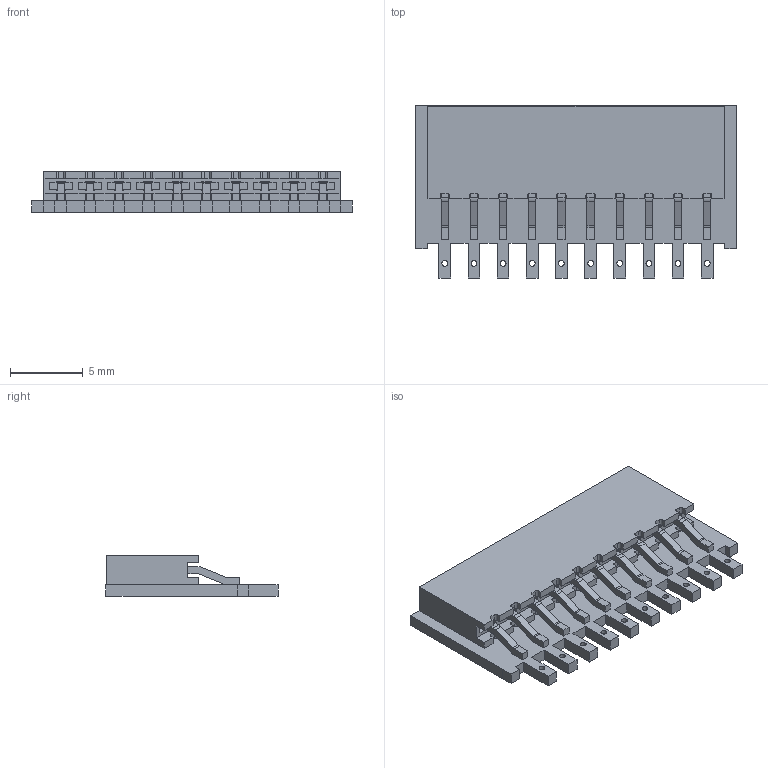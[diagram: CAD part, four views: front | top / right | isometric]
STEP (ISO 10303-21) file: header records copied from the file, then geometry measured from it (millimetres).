
FILE_DESCRIPTION(('KiCad electronic assembly'),'2;1');
FILE_NAME('buddy_shield_reacher.step','2021-01-20T14:08:11',('An Author' ),('A Company'),'Open CASCADE STEP processor 6.9', 'KiCad to STEP converter','Unknown');
FILE_SCHEMA(('AUTOMOTIVE_DESIGN { 1 0 10303 214 1 1 1 1 }'));
Length unit declared in the file: millimetre
Products named in the file (4): Open CASCADE STEP translator 6.9 1; m22-6541042_asm; COMPOUND
Assembly tree (3 placements, depth 3):
  Open CASCADE STEP translator 6.9 1
    m22-6541042_asm
      COMPOUND
    COMPOUND
Bounding box: 22 x 11.8 x 2.8 mm (x, y, z)
Volume: 403.1 mm3; surface area: 1427.9 mm2
Topology: 12 solids, 12 shells, 782 faces, 2204 edges, 1456 vertices
Faces by surface type: plane 642, cylinder 140
Full cylindrical faces by diameter (mm): 0.4 x10
Entity records: 55531 total; most frequent: CARTESIAN_POINT 9994, DIRECTION 8334, LINE 6032, VECTOR 6032, ORIENTED_EDGE 4408, PCURVE 4408, DEFINITIONAL_REPRESENTATION 4408, EDGE_CURVE 2204
